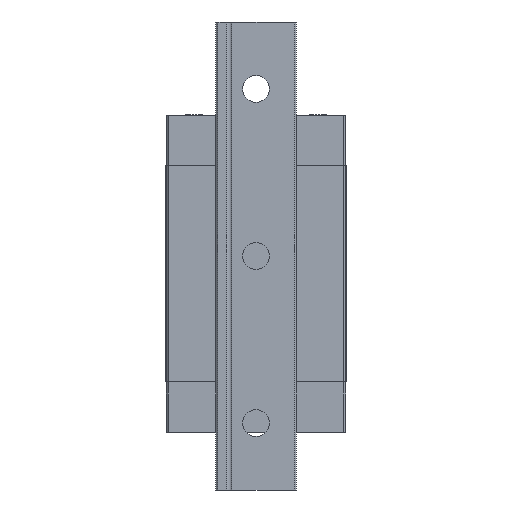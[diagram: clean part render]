
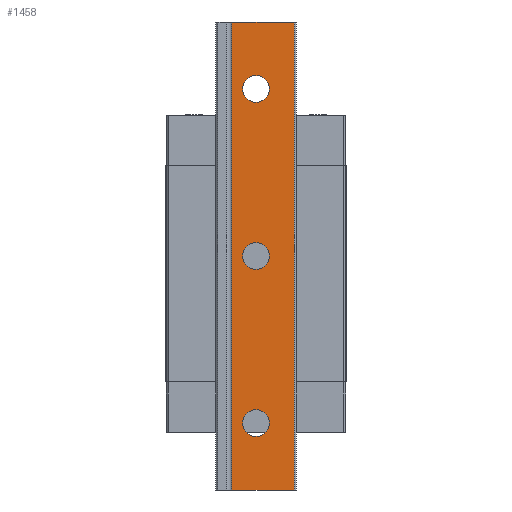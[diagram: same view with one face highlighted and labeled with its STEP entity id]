
A CAD part, front view. The second image highlights one B-rep face of the part: STEP entity #1458.
In plain terms, the highlighted planar face has unit normal (0, -1, 0).
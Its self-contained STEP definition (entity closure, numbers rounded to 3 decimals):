
#16 = EDGE_CURVE ( 'NONE', #1730, #3748, #381, .T. ) ;
#33 = VERTEX_POINT ( 'NONE', #3196 ) ;
#124 = DIRECTION ( 'NONE',  ( 0., 0., 1. ) ) ;
#215 = LINE ( 'NONE', #5135, #3985 ) ;
#339 = DIRECTION ( 'NONE',  ( 1., 0., 0. ) ) ;
#381 = CIRCLE ( 'NONE', #1629, 2. ) ;
#472 = DIRECTION ( 'NONE',  ( 0., 1., 0. ) ) ;
#492 = CIRCLE ( 'NONE', #5029, 2. ) ;
#545 = CIRCLE ( 'NONE', #4253, 2. ) ;
#566 = EDGE_CURVE ( 'NONE', #33, #2112, #3082, .T. ) ;
#662 = VERTEX_POINT ( 'NONE', #2858 ) ;
#678 = EDGE_CURVE ( 'NONE', #662, #33, #2729, .T. ) ;
#685 = DIRECTION ( 'NONE',  ( 0., 1., 0. ) ) ;
#730 = DIRECTION ( 'NONE',  ( 0., 0., 1. ) ) ;
#775 = ORIENTED_EDGE ( 'NONE', *, *, #678, .F. ) ;
#874 = VERTEX_POINT ( 'NONE', #3658 ) ;
#903 = CARTESIAN_POINT ( 'NONE',  ( -3.6, -3.75, -70. ) ) ;
#908 = VERTEX_POINT ( 'NONE', #4506 ) ;
#913 = VECTOR ( 'NONE', #1605, 1000. ) ;
#1272 = DIRECTION ( 'NONE',  ( 0., 0., 1. ) ) ;
#1306 = DIRECTION ( 'NONE',  ( 0., 1., 0. ) ) ;
#1387 = VERTEX_POINT ( 'NONE', #3919 ) ;
#1401 = PLANE ( 'NONE',  #4685 ) ;
#1458 = ADVANCED_FACE ( 'NONE', ( #2986, #4135, #4272, #4411 ), #1401, .T. ) ;
#1479 = LINE ( 'NONE', #903, #2143 ) ;
#1596 = VECTOR ( 'NONE', #1987, 1000. ) ;
#1605 = DIRECTION ( 'NONE',  ( 0., 0., 1. ) ) ;
#1629 = AXIS2_PLACEMENT_3D ( 'NONE', #3902, #3325, #2775 ) ;
#1645 = CARTESIAN_POINT ( 'NONE',  ( 0., -3.75, -8. ) ) ;
#1730 = VERTEX_POINT ( 'NONE', #5424 ) ;
#1822 = CARTESIAN_POINT ( 'NONE',  ( 0., -3.75, -35. ) ) ;
#1826 = CIRCLE ( 'NONE', #2598, 2. ) ;
#1840 = DIRECTION ( 'NONE',  ( 0., 1., 0. ) ) ;
#1874 = CARTESIAN_POINT ( 'NONE',  ( 0., -3.75, -60. ) ) ;
#1987 = DIRECTION ( 'NONE',  ( 1., 0., 0. ) ) ;
#2112 = VERTEX_POINT ( 'NONE', #2881 ) ;
#2143 = VECTOR ( 'NONE', #339, 1000. ) ;
#2172 = CARTESIAN_POINT ( 'NONE',  ( -3.6, -3.75, -70. ) ) ;
#2257 = CIRCLE ( 'NONE', #2313, 2. ) ;
#2294 = EDGE_LOOP ( 'NONE', ( #3461, #4549 ) ) ;
#2313 = AXIS2_PLACEMENT_3D ( 'NONE', #4940, #4382, #3818 ) ;
#2355 = EDGE_CURVE ( 'NONE', #3748, #1730, #4301, .T. ) ;
#2418 = CARTESIAN_POINT ( 'NONE',  ( 0., -3.75, -10. ) ) ;
#2534 = CARTESIAN_POINT ( 'NONE',  ( -3.6, -3.75, 0. ) ) ;
#2598 = AXIS2_PLACEMENT_3D ( 'NONE', #1874, #1306, #730 ) ;
#2629 = ORIENTED_EDGE ( 'NONE', *, *, #4391, .T. ) ;
#2676 = VERTEX_POINT ( 'NONE', #4522 ) ;
#2729 = LINE ( 'NONE', #2172, #913 ) ;
#2775 = DIRECTION ( 'NONE',  ( 0., 0., 1. ) ) ;
#2792 = EDGE_CURVE ( 'NONE', #908, #1387, #492, .T. ) ;
#2858 = CARTESIAN_POINT ( 'NONE',  ( -3.6, -3.75, -70. ) ) ;
#2881 = CARTESIAN_POINT ( 'NONE',  ( 5.7, -3.75, 0. ) ) ;
#2986 = FACE_BOUND ( 'NONE', #3644, .T. ) ;
#3061 = CARTESIAN_POINT ( 'NONE',  ( 0., -3.75, -37. ) ) ;
#3063 = ORIENTED_EDGE ( 'NONE', *, *, #566, .F. ) ;
#3082 = LINE ( 'NONE', #2534, #1596 ) ;
#3196 = CARTESIAN_POINT ( 'NONE',  ( -3.6, -3.75, 0. ) ) ;
#3307 = AXIS2_PLACEMENT_3D ( 'NONE', #1822, #685, #124 ) ;
#3325 = DIRECTION ( 'NONE',  ( 0., 1., 0. ) ) ;
#3359 = EDGE_CURVE ( 'NONE', #662, #874, #1479, .T. ) ;
#3391 = EDGE_CURVE ( 'NONE', #874, #2112, #215, .T. ) ;
#3440 = VERTEX_POINT ( 'NONE', #1645 ) ;
#3461 = ORIENTED_EDGE ( 'NONE', *, *, #2792, .T. ) ;
#3512 = DIRECTION ( 'NONE',  ( 1., 0., 0. ) ) ;
#3594 = ORIENTED_EDGE ( 'NONE', *, *, #16, .T. ) ;
#3644 = EDGE_LOOP ( 'NONE', ( #2629, #3726 ) ) ;
#3658 = CARTESIAN_POINT ( 'NONE',  ( 5.7, -3.75, -70. ) ) ;
#3721 = EDGE_LOOP ( 'NONE', ( #3063, #775, #3743, #3964 ) ) ;
#3726 = ORIENTED_EDGE ( 'NONE', *, *, #4333, .T. ) ;
#3743 = ORIENTED_EDGE ( 'NONE', *, *, #3359, .T. ) ;
#3748 = VERTEX_POINT ( 'NONE', #3061 ) ;
#3818 = DIRECTION ( 'NONE',  ( 0., 0., 1. ) ) ;
#3902 = CARTESIAN_POINT ( 'NONE',  ( 0., -3.75, -35. ) ) ;
#3919 = CARTESIAN_POINT ( 'NONE',  ( 0., -3.75, -62. ) ) ;
#3964 = ORIENTED_EDGE ( 'NONE', *, *, #3391, .T. ) ;
#3985 = VECTOR ( 'NONE', #4575, 1000. ) ;
#4092 = DIRECTION ( 'NONE',  ( 0., -1., 0. ) ) ;
#4135 = FACE_BOUND ( 'NONE', #4654, .T. ) ;
#4253 = AXIS2_PLACEMENT_3D ( 'NONE', #2418, #1840, #1272 ) ;
#4272 = FACE_BOUND ( 'NONE', #2294, .T. ) ;
#4301 = CIRCLE ( 'NONE', #3307, 2. ) ;
#4333 = EDGE_CURVE ( 'NONE', #2676, #3440, #545, .T. ) ;
#4382 = DIRECTION ( 'NONE',  ( 0., 1., 0. ) ) ;
#4391 = EDGE_CURVE ( 'NONE', #3440, #2676, #2257, .T. ) ;
#4411 = FACE_OUTER_BOUND ( 'NONE', #3721, .T. ) ;
#4429 = CARTESIAN_POINT ( 'NONE',  ( 0., -3.75, -60. ) ) ;
#4447 = EDGE_CURVE ( 'NONE', #1387, #908, #1826, .T. ) ;
#4506 = CARTESIAN_POINT ( 'NONE',  ( 0., -3.75, -58. ) ) ;
#4522 = CARTESIAN_POINT ( 'NONE',  ( 0., -3.75, -12. ) ) ;
#4549 = ORIENTED_EDGE ( 'NONE', *, *, #4447, .T. ) ;
#4575 = DIRECTION ( 'NONE',  ( 0., 0., 1. ) ) ;
#4631 = CARTESIAN_POINT ( 'NONE',  ( -3.6, -3.75, -70. ) ) ;
#4654 = EDGE_LOOP ( 'NONE', ( #3594, #5244 ) ) ;
#4685 = AXIS2_PLACEMENT_3D ( 'NONE', #4631, #4092, #3512 ) ;
#4940 = CARTESIAN_POINT ( 'NONE',  ( 0., -3.75, -10. ) ) ;
#5029 = AXIS2_PLACEMENT_3D ( 'NONE', #4429, #472, #5413 ) ;
#5135 = CARTESIAN_POINT ( 'NONE',  ( 5.7, -3.75, -70. ) ) ;
#5244 = ORIENTED_EDGE ( 'NONE', *, *, #2355, .T. ) ;
#5413 = DIRECTION ( 'NONE',  ( 0., 0., 1. ) ) ;
#5424 = CARTESIAN_POINT ( 'NONE',  ( 0., -3.75, -33. ) ) ;
